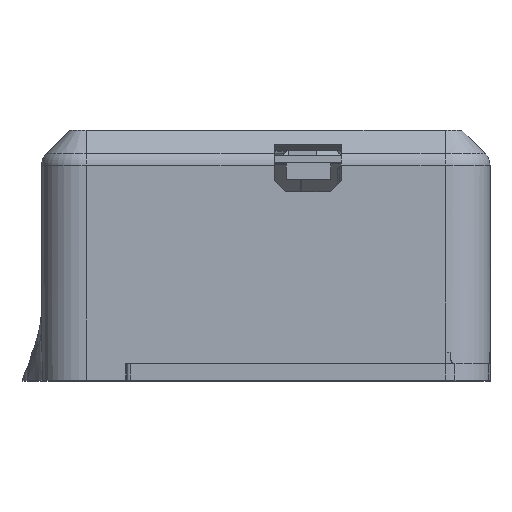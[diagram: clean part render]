
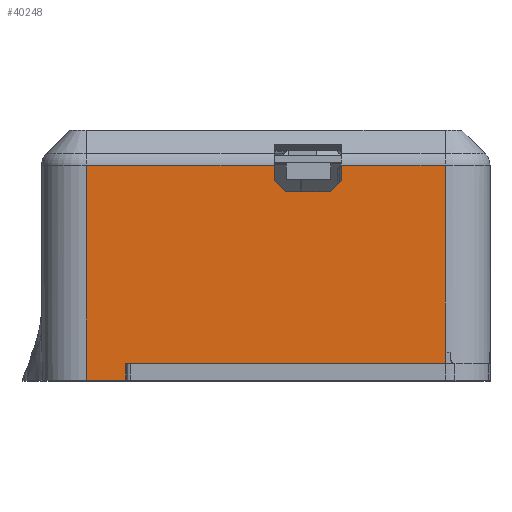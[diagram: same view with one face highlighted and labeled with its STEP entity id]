
A CAD part, top view. The second image highlights one B-rep face of the part: STEP entity #40248.
In plain terms, the highlighted planar face has unit normal (0, 0, 1).
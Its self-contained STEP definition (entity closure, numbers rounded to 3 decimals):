
#1963=PLANE('',#44274);
#3998=FACE_OUTER_BOUND('',#6009,.T.);
#6009=EDGE_LOOP('',(#34823,#34824,#34825,#34826,#34827,#34828,#34829,#34830,
#34831,#34832,#34833,#34834,#34835));
#11574=LINE('',#68626,#16033);
#11622=LINE('',#68906,#16081);
#11630=LINE('',#68923,#16089);
#11634=LINE('',#68932,#16093);
#11635=LINE('',#68934,#16094);
#11636=LINE('',#68936,#16095);
#11637=LINE('',#68938,#16096);
#11638=LINE('',#68940,#16097);
#11639=LINE('',#68942,#16098);
#11640=LINE('',#68944,#16099);
#11641=LINE('',#68946,#16100);
#11642=LINE('',#68948,#16101);
#11643=LINE('',#68949,#16102);
#16033=VECTOR('',#53134,10.);
#16081=VECTOR('',#53248,10.);
#16089=VECTOR('',#53260,10.);
#16093=VECTOR('',#53268,10.);
#16094=VECTOR('',#53269,10.);
#16095=VECTOR('',#53270,10.);
#16096=VECTOR('',#53271,10.);
#16097=VECTOR('',#53272,10.);
#16098=VECTOR('',#53273,10.);
#16099=VECTOR('',#53274,10.);
#16100=VECTOR('',#53275,10.);
#16101=VECTOR('',#53276,10.);
#16102=VECTOR('',#53277,10.);
#20889=VERTEX_POINT('',#68623);
#20890=VERTEX_POINT('',#68625);
#20966=VERTEX_POINT('',#68896);
#20968=VERTEX_POINT('',#68902);
#20976=VERTEX_POINT('',#68922);
#20980=VERTEX_POINT('',#68933);
#20981=VERTEX_POINT('',#68935);
#20982=VERTEX_POINT('',#68937);
#20983=VERTEX_POINT('',#68939);
#20984=VERTEX_POINT('',#68941);
#20985=VERTEX_POINT('',#68943);
#20986=VERTEX_POINT('',#68945);
#20987=VERTEX_POINT('',#68947);
#26599=EDGE_CURVE('',#20889,#20890,#11574,.T.);
#26688=EDGE_CURVE('',#20966,#20968,#11622,.T.);
#26696=EDGE_CURVE('',#20976,#20968,#11630,.T.);
#26701=EDGE_CURVE('',#20890,#20966,#11634,.T.);
#26702=EDGE_CURVE('',#20889,#20980,#11635,.T.);
#26703=EDGE_CURVE('',#20980,#20981,#11636,.T.);
#26704=EDGE_CURVE('',#20982,#20981,#11637,.T.);
#26705=EDGE_CURVE('',#20983,#20982,#11638,.T.);
#26706=EDGE_CURVE('',#20984,#20983,#11639,.T.);
#26707=EDGE_CURVE('',#20984,#20985,#11640,.T.);
#26708=EDGE_CURVE('',#20986,#20985,#11641,.T.);
#26709=EDGE_CURVE('',#20986,#20987,#11642,.T.);
#26710=EDGE_CURVE('',#20976,#20987,#11643,.T.);
#34823=ORIENTED_EDGE('',*,*,#26688,.F.);
#34824=ORIENTED_EDGE('',*,*,#26701,.F.);
#34825=ORIENTED_EDGE('',*,*,#26599,.F.);
#34826=ORIENTED_EDGE('',*,*,#26702,.T.);
#34827=ORIENTED_EDGE('',*,*,#26703,.T.);
#34828=ORIENTED_EDGE('',*,*,#26704,.F.);
#34829=ORIENTED_EDGE('',*,*,#26705,.F.);
#34830=ORIENTED_EDGE('',*,*,#26706,.F.);
#34831=ORIENTED_EDGE('',*,*,#26707,.T.);
#34832=ORIENTED_EDGE('',*,*,#26708,.F.);
#34833=ORIENTED_EDGE('',*,*,#26709,.T.);
#34834=ORIENTED_EDGE('',*,*,#26710,.F.);
#34835=ORIENTED_EDGE('',*,*,#26696,.T.);
#40248=ADVANCED_FACE('',(#3998),#1963,.T.);
#44274=AXIS2_PLACEMENT_3D('',#68931,#53266,#53267);
#53134=DIRECTION('',(-1.,0.,0.));
#53248=DIRECTION('',(1.,0.,0.));
#53260=DIRECTION('',(0.,1.,0.));
#53266=DIRECTION('center_axis',(0.,0.,1.));
#53267=DIRECTION('ref_axis',(1.,0.,0.));
#53268=DIRECTION('',(0.,1.,0.));
#53269=DIRECTION('',(0.,1.,0.));
#53270=DIRECTION('',(1.,0.,0.));
#53271=DIRECTION('',(0.,-1.,0.));
#53272=DIRECTION('',(0.,-1.,0.));
#53273=DIRECTION('',(1.,0.,0.));
#53274=DIRECTION('',(0.,-1.,0.));
#53275=DIRECTION('',(0.707,0.707,0.));
#53276=DIRECTION('',(-1.,0.,0.));
#53277=DIRECTION('',(0.707,-0.707,0.));
#68623=CARTESIAN_POINT('',(-25.,0.,49.8));
#68625=CARTESIAN_POINT('',(-32.,0.,49.8));
#68626=CARTESIAN_POINT('',(40.,0.,49.8));
#68896=CARTESIAN_POINT('',(-32.,38.357,49.8));
#68902=CARTESIAN_POINT('',(1.5,38.357,49.8));
#68906=CARTESIAN_POINT('',(-30.,38.357,49.8));
#68922=CARTESIAN_POINT('',(1.5,35.6,49.8));
#68923=CARTESIAN_POINT('',(1.5,16.8,49.8));
#68931=CARTESIAN_POINT('Origin',(-40.,0.,49.8));
#68932=CARTESIAN_POINT('',(-32.,0.,49.8));
#68933=CARTESIAN_POINT('',(-25.,3.,49.8));
#68934=CARTESIAN_POINT('',(-25.,0.,49.8));
#68935=CARTESIAN_POINT('',(32.,3.,49.8));
#68936=CARTESIAN_POINT('',(-16.25,3.,49.8));
#68937=CARTESIAN_POINT('',(32.,5.,49.8));
#68938=CARTESIAN_POINT('',(32.,0.,49.8));
#68939=CARTESIAN_POINT('',(32.,38.357,49.8));
#68940=CARTESIAN_POINT('',(32.,0.,49.8));
#68941=CARTESIAN_POINT('',(13.5,38.357,49.8));
#68942=CARTESIAN_POINT('',(-30.,38.357,49.8));
#68943=CARTESIAN_POINT('',(13.5,35.6,49.8));
#68944=CARTESIAN_POINT('',(13.5,21.05,49.8));
#68945=CARTESIAN_POINT('',(11.5,33.6,49.8));
#68946=CARTESIAN_POINT('',(-9.275,12.825,49.8));
#68947=CARTESIAN_POINT('',(3.5,33.6,49.8));
#68948=CARTESIAN_POINT('',(-13.25,33.6,49.8));
#68949=CARTESIAN_POINT('',(0.525,36.575,49.8));
